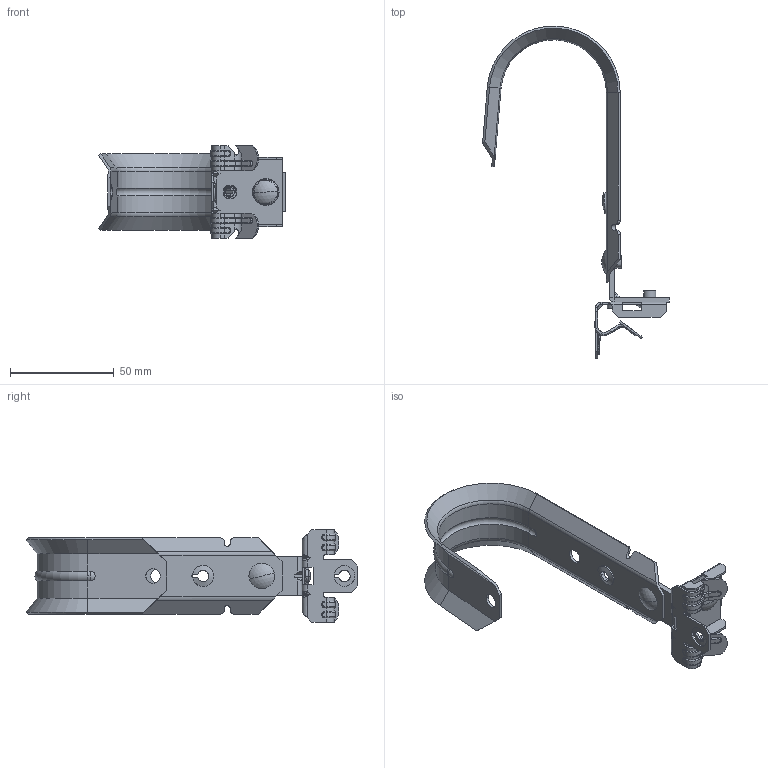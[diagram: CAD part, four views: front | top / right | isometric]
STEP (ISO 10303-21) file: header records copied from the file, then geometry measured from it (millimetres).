
FILE_DESCRIPTION (( 'STEP AP203' ), '1' );
FILE_NAME ('WJH32ACM24.STEP', '2024-03-05T08:43:08', ( '' ), ( '' ), 'SwSTEP 2.0', 'SolidWorks 2021', '' );
FILE_SCHEMA (( 'CONFIG_CONTROL_DESIGN' ));
Length unit declared in the file: millimetre
Products named in the file (5): WJH32.step; WM24.step; AC.step; WJH32ACM24; oval head semi-tubular rivets gb_GB_CONNECTING_PIECE_RIVET_OHSR 6X7
Assembly tree (5 placements, depth 2):
  WJH32ACM24
    AC.step
    oval head semi-tubular rivets gb_GB_CONNECTING_PIECE_RIVET_OHSR 6X7  x2
    WM24.step
    WJH32.step
Bounding box: 89.98 x 159.77 x 44.6 mm (x, y, z)
Volume: 16141.1 mm3; surface area: 25858.2 mm2
Topology: 5 solids, 5 shells, 418 faces, 1073 edges, 657 vertices
Faces by surface type: plane 162, cylinder 157, torus 53, bspline 24, cone 14, sphere 8
Entity records: 14886 total; most frequent: CARTESIAN_POINT 4655, ORIENTED_EDGE 2080, DIRECTION 2014, EDGE_CURVE 1040, AXIS2_PLACEMENT_3D 721, VERTEX_POINT 641, LINE 572, VECTOR 572
